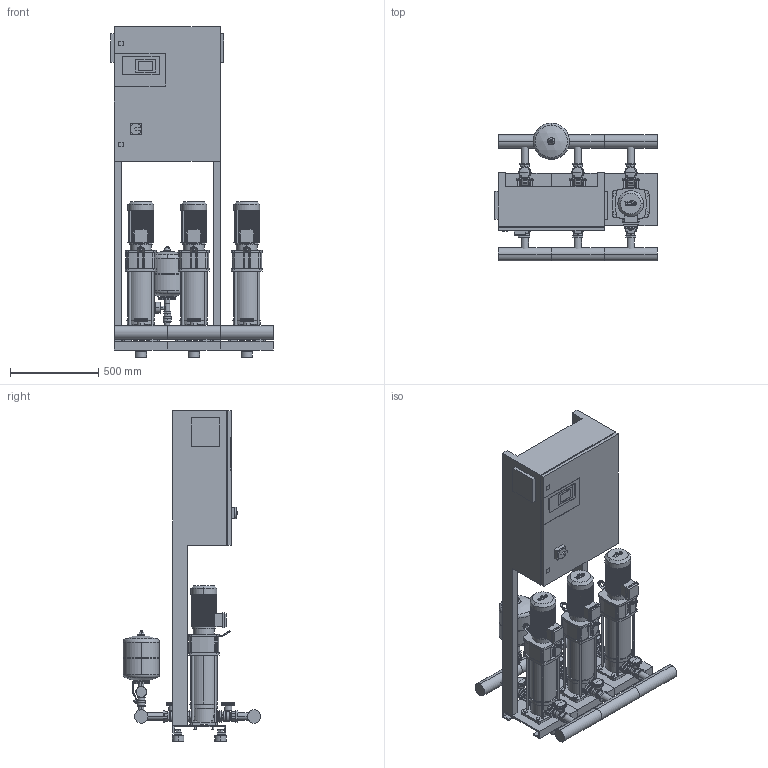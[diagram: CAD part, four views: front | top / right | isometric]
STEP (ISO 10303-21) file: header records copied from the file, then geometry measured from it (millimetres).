
FILE_DESCRIPTION((''),'2;1');
FILE_NAME('3d_COR-3HELIXV606_K_CC-01-2535397.stp','2016-01-22T13:48:05',(''),(''),'Mechanical Desktop 2009','Mechanical Desktop 2009',', , ');
FILE_SCHEMA(('CONFIG_CONTROL_DESIGN'));
Length unit declared in the file: millimetre
Products named in the file (1): Product
Bounding box: 920 x 780.05 x 1870 mm (x, y, z)
Volume: 190698234.8 mm3; surface area: 7796644 mm2
Topology: 126 solids, 126 shells, 3782 faces, 9655 edges, 6345 vertices
Faces by surface type: plane 1737, cylinder 1035, bspline 830, cone 156, torus 22, sphere 2
Entity records: 120611 total; most frequent: CARTESIAN_POINT 29167, ORIENTED_EDGE 19286, DIRECTION 17950, EDGE_CURVE 9643, VERTEX_POINT 6339, VECTOR 6326, LINE 6326, AXIS2_PLACEMENT_3D 5812
